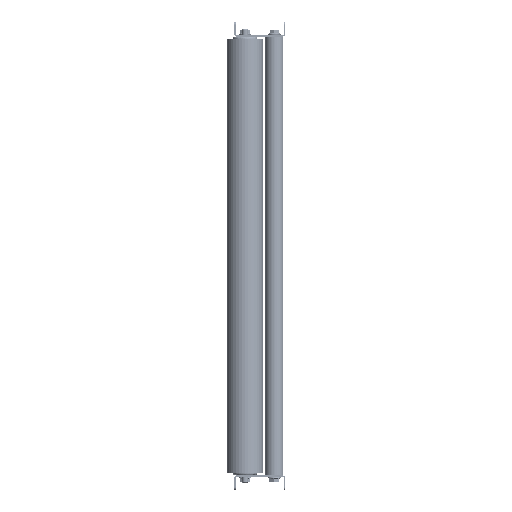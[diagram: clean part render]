
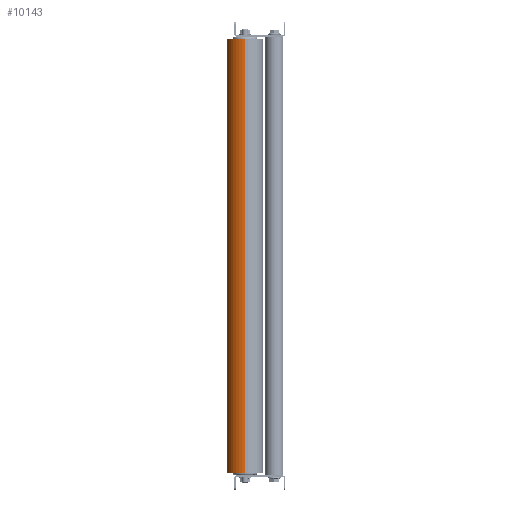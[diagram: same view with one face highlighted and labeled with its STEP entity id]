
A CAD part, left-side view. The second image highlights one B-rep face of the part: STEP entity #10143.
In plain terms, the highlighted cylindrical face has radius 25 mm (diameter 50 mm), a partial arc.
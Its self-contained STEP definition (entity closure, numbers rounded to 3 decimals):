
#322 = DIRECTION ( 'NONE',  ( -1., 0., 0. ) ) ;
#1233 = FACE_OUTER_BOUND ( 'NONE', #7116, .T. ) ;
#2043 = AXIS2_PLACEMENT_3D ( 'NONE', #46330, #50308, #10939 ) ;
#3030 = ORIENTED_EDGE ( 'NONE', *, *, #38102, .T. ) ;
#3639 = DIRECTION ( 'NONE',  ( 1., 0., 0. ) ) ;
#5714 = CARTESIAN_POINT ( 'NONE',  ( 592.6, 0., 0. ) ) ;
#7116 = EDGE_LOOP ( 'NONE', ( #36246, #22660, #3030, #11939 ) ) ;
#7996 = VERTEX_POINT ( 'NONE', #38249 ) ;
#9120 = AXIS2_PLACEMENT_3D ( 'NONE', #5714, #30331, #49856 ) ;
#10143 = ADVANCED_FACE ( 'Fl�che1', ( #1233 ), #45639, .T. ) ;
#10939 = DIRECTION ( 'NONE',  ( 0., 0., -1. ) ) ;
#11113 = EDGE_CURVE ( 'NONE', #39712, #15036, #51783, .T. ) ;
#11939 = ORIENTED_EDGE ( 'NONE', *, *, #52178, .F. ) ;
#12251 = CARTESIAN_POINT ( 'NONE',  ( 592.6, 0., 25. ) ) ;
#13736 = CIRCLE ( 'NONE', #32324, 25. ) ;
#15036 = VERTEX_POINT ( 'NONE', #41273 ) ;
#15452 = VECTOR ( 'NONE', #322, 1000. ) ;
#22660 = ORIENTED_EDGE ( 'NONE', *, *, #11113, .T. ) ;
#22992 = CARTESIAN_POINT ( 'NONE',  ( 592.6, 0., -25. ) ) ;
#29076 = CIRCLE ( 'NONE', #2043, 25. ) ;
#30331 = DIRECTION ( 'NONE',  ( -1., 0., 0. ) ) ;
#31185 = DIRECTION ( 'NONE',  ( -1., 0., 0. ) ) ;
#31933 = DIRECTION ( 'NONE',  ( 0., 0., -1. ) ) ;
#32324 = AXIS2_PLACEMENT_3D ( 'NONE', #51511, #3639, #31933 ) ;
#32347 = LINE ( 'NONE', #12251, #15452 ) ;
#36246 = ORIENTED_EDGE ( 'NONE', *, *, #47775, .F. ) ;
#38102 = EDGE_CURVE ( 'NONE', #15036, #46233, #13736, .T. ) ;
#38249 = CARTESIAN_POINT ( 'NONE',  ( 592.6, 0., 25. ) ) ;
#39712 = VERTEX_POINT ( 'NONE', #50257 ) ;
#41273 = CARTESIAN_POINT ( 'NONE',  ( 0., 0., -25. ) ) ;
#44713 = CARTESIAN_POINT ( 'NONE',  ( 0., 0., 25. ) ) ;
#45639 = CYLINDRICAL_SURFACE ( 'NONE', #9120, 25. ) ;
#46197 = VECTOR ( 'NONE', #31185, 1000. ) ;
#46233 = VERTEX_POINT ( 'NONE', #44713 ) ;
#46330 = CARTESIAN_POINT ( 'NONE',  ( 592.6, 0., 0. ) ) ;
#47775 = EDGE_CURVE ( 'NONE', #39712, #7996, #29076, .T. ) ;
#49856 = DIRECTION ( 'NONE',  ( 0., 0., 1. ) ) ;
#50257 = CARTESIAN_POINT ( 'NONE',  ( 592.6, 0., -25. ) ) ;
#50308 = DIRECTION ( 'NONE',  ( 1., 0., 0. ) ) ;
#51511 = CARTESIAN_POINT ( 'NONE',  ( 0., 0., 0. ) ) ;
#51783 = LINE ( 'NONE', #22992, #46197 ) ;
#52178 = EDGE_CURVE ( 'NONE', #7996, #46233, #32347, .T. ) ;
